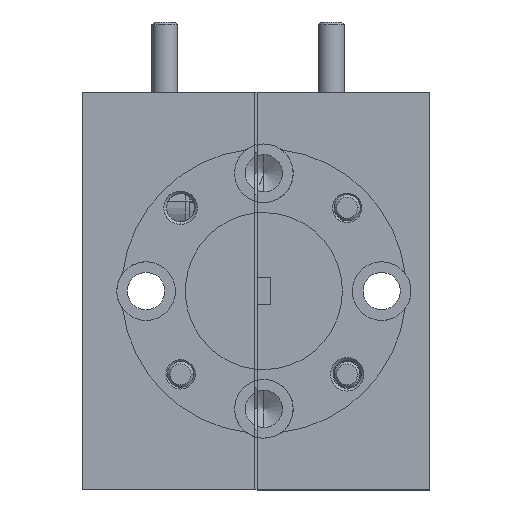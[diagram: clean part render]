
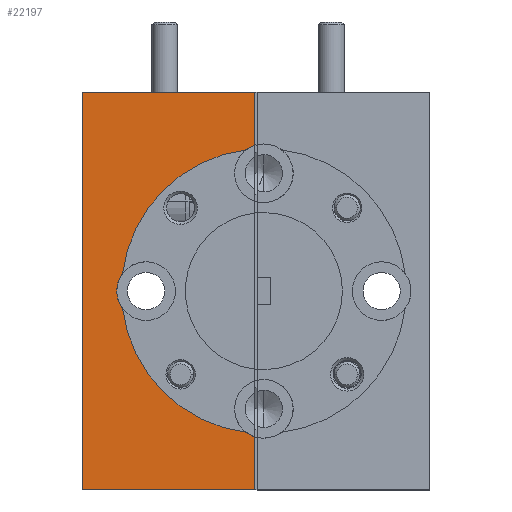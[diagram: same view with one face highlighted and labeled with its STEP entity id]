
A CAD part, left-side view. The second image highlights one B-rep face of the part: STEP entity #22197.
In plain terms, the highlighted planar face has unit normal (-1, 0, 0).
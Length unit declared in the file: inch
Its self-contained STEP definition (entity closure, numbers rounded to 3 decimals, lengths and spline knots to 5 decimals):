
#238 = CARTESIAN_POINT ( 'NONE',  ( -1.64576, 0.96594, 0.01897 ) ) ;
#499 = DIRECTION ( 'NONE',  ( 0., 0., 1. ) ) ;
#1949 = VERTEX_POINT ( 'NONE', #30597 ) ;
#2354 = ORIENTED_EDGE ( 'NONE', *, *, #45850, .F. ) ;
#2549 = ORIENTED_EDGE ( 'NONE', *, *, #9570, .F. ) ;
#6159 = VECTOR ( 'NONE', #11934, 39.37008 ) ;
#6665 = ORIENTED_EDGE ( 'NONE', *, *, #8496, .T. ) ;
#6714 = LINE ( 'NONE', #16570, #43563 ) ;
#7132 = DIRECTION ( 'NONE',  ( 0., 0., 1. ) ) ;
#8337 = AXIS2_PLACEMENT_3D ( 'NONE', #53553, #13030, #58399 ) ;
#8496 = EDGE_CURVE ( 'NONE', #47870, #37575, #39894, .T. ) ;
#8863 = EDGE_LOOP ( 'NONE', ( #41036, #26938, #2549, #2354, #29848, #58417, #6665, #44617, #35142, #41506 ) ) ;
#9570 = EDGE_CURVE ( 'NONE', #42586, #25984, #57004, .T. ) ;
#10068 = DIRECTION ( 'NONE',  ( -1., 0., 0. ) ) ;
#10233 = CARTESIAN_POINT ( 'NONE',  ( -1.64576, 0.96594, -0.93103 ) ) ;
#10274 = CARTESIAN_POINT ( 'NONE',  ( -1.64576, 0.81394, -0.45603 ) ) ;
#10970 = CARTESIAN_POINT ( 'NONE',  ( -1.64576, 0.96594, -0.93103 ) ) ;
#11934 = DIRECTION ( 'NONE',  ( 0., 0., 1. ) ) ;
#12920 = EDGE_CURVE ( 'NONE', #47870, #1949, #47229, .T. ) ;
#13030 = DIRECTION ( 'NONE',  ( 1., 0., 0. ) ) ;
#13440 = AXIS2_PLACEMENT_3D ( 'NONE', #60312, #45398, #30347 ) ;
#16542 = AXIS2_PLACEMENT_3D ( 'NONE', #40993, #35736, #499 ) ;
#16570 = CARTESIAN_POINT ( 'NONE',  ( -1.64576, 0.55394, 0.01897 ) ) ;
#17865 = VERTEX_POINT ( 'NONE', #51785 ) ;
#19231 = EDGE_CURVE ( 'NONE', #50860, #19524, #29564, .T. ) ;
#19524 = VERTEX_POINT ( 'NONE', #53102 ) ;
#20236 = AXIS2_PLACEMENT_3D ( 'NONE', #48655, #64261, #39520 ) ;
#22197 = ADVANCED_FACE ( 'NONE', ( #64173 ), #53322, .F. ) ;
#24685 = DIRECTION ( 'NONE',  ( 0., 0., 1. ) ) ;
#24827 = EDGE_CURVE ( 'NONE', #58405, #17865, #6714, .T. ) ;
#25182 = CARTESIAN_POINT ( 'NONE',  ( -1.64576, 0.55394, -0.10808 ) ) ;
#25984 = VERTEX_POINT ( 'NONE', #49607 ) ;
#26361 = CARTESIAN_POINT ( 'NONE',  ( -1.64576, 0.55394, -0.93103 ) ) ;
#26888 = EDGE_CURVE ( 'NONE', #19524, #37575, #47177, .T. ) ;
#26938 = ORIENTED_EDGE ( 'NONE', *, *, #27923, .F. ) ;
#27923 = EDGE_CURVE ( 'NONE', #25984, #17865, #54923, .T. ) ;
#29564 = LINE ( 'NONE', #238, #60052 ) ;
#29648 = EDGE_CURVE ( 'NONE', #50860, #58405, #53140, .T. ) ;
#29681 = VERTEX_POINT ( 'NONE', #47721 ) ;
#29848 = ORIENTED_EDGE ( 'NONE', *, *, #62447, .F. ) ;
#30347 = DIRECTION ( 'NONE',  ( 0., 0., 1. ) ) ;
#30597 = CARTESIAN_POINT ( 'NONE',  ( -1.64576, 0.57445, -0.11861 ) ) ;
#31282 = VECTOR ( 'NONE', #31382, 39.37008 ) ;
#31382 = DIRECTION ( 'NONE',  ( 0., -1., 0. ) ) ;
#31554 = CARTESIAN_POINT ( 'NONE',  ( -1.64576, 0.96594, 0.01897 ) ) ;
#35142 = ORIENTED_EDGE ( 'NONE', *, *, #19231, .F. ) ;
#35736 = DIRECTION ( 'NONE',  ( -1., 0., 0. ) ) ;
#37575 = VERTEX_POINT ( 'NONE', #54102 ) ;
#38947 = CIRCLE ( 'NONE', #53750, 0.07 ) ;
#39416 = VECTOR ( 'NONE', #57354, 39.37008 ) ;
#39520 = DIRECTION ( 'NONE',  ( 0., 0., 1. ) ) ;
#39894 = LINE ( 'NONE', #44285, #6159 ) ;
#40993 = CARTESIAN_POINT ( 'NONE',  ( -1.64576, 0.53269, -0.73728 ) ) ;
#41036 = ORIENTED_EDGE ( 'NONE', *, *, #24827, .T. ) ;
#41506 = ORIENTED_EDGE ( 'NONE', *, *, #29648, .T. ) ;
#42586 = VERTEX_POINT ( 'NONE', #47597 ) ;
#43426 = AXIS2_PLACEMENT_3D ( 'NONE', #64528, #49770, #24685 ) ;
#43563 = VECTOR ( 'NONE', #7132, 39.37008 ) ;
#44285 = CARTESIAN_POINT ( 'NONE',  ( -1.64576, 0.55394, 0.01897 ) ) ;
#44617 = ORIENTED_EDGE ( 'NONE', *, *, #26888, .F. ) ;
#45398 = DIRECTION ( 'NONE',  ( -1., 0., 0. ) ) ;
#45850 = EDGE_CURVE ( 'NONE', #29681, #42586, #38947, .T. ) ;
#47177 = LINE ( 'NONE', #31554, #39416 ) ;
#47229 = CIRCLE ( 'NONE', #43426, 0.07 ) ;
#47597 = CARTESIAN_POINT ( 'NONE',  ( -1.64576, 0.87011, -0.4978 ) ) ;
#47721 = CARTESIAN_POINT ( 'NONE',  ( -1.64576, 0.87011, -0.41427 ) ) ;
#47870 = VERTEX_POINT ( 'NONE', #25182 ) ;
#48655 = CARTESIAN_POINT ( 'NONE',  ( -1.64576, 0.53269, -0.45603 ) ) ;
#49607 = CARTESIAN_POINT ( 'NONE',  ( -1.64576, 0.57445, -0.79346 ) ) ;
#49770 = DIRECTION ( 'NONE',  ( -1., 0., 0. ) ) ;
#50517 = DIRECTION ( 'NONE',  ( 0., 0., 1. ) ) ;
#50860 = VERTEX_POINT ( 'NONE', #10233 ) ;
#51785 = CARTESIAN_POINT ( 'NONE',  ( -1.64576, 0.55394, -0.80398 ) ) ;
#53102 = CARTESIAN_POINT ( 'NONE',  ( -1.64576, 0.96594, 0.01897 ) ) ;
#53140 = LINE ( 'NONE', #10970, #31282 ) ;
#53322 = PLANE ( 'NONE',  #8337 ) ;
#53553 = CARTESIAN_POINT ( 'NONE',  ( -1.64576, 0.96594, 0.01897 ) ) ;
#53750 = AXIS2_PLACEMENT_3D ( 'NONE', #10274, #10068, #50517 ) ;
#54102 = CARTESIAN_POINT ( 'NONE',  ( -1.64576, 0.55394, 0.01897 ) ) ;
#54923 = CIRCLE ( 'NONE', #16542, 0.07 ) ;
#57004 = CIRCLE ( 'NONE', #13440, 0.34 ) ;
#57354 = DIRECTION ( 'NONE',  ( 0., -1., 0. ) ) ;
#58399 = DIRECTION ( 'NONE',  ( 0., 0., -1. ) ) ;
#58405 = VERTEX_POINT ( 'NONE', #26361 ) ;
#58417 = ORIENTED_EDGE ( 'NONE', *, *, #12920, .F. ) ;
#58856 = CIRCLE ( 'NONE', #20236, 0.34 ) ;
#59987 = DIRECTION ( 'NONE',  ( 0., 0., 1. ) ) ;
#60052 = VECTOR ( 'NONE', #59987, 39.37008 ) ;
#60312 = CARTESIAN_POINT ( 'NONE',  ( -1.64576, 0.53269, -0.45603 ) ) ;
#62447 = EDGE_CURVE ( 'NONE', #1949, #29681, #58856, .T. ) ;
#64173 = FACE_OUTER_BOUND ( 'NONE', #8863, .T. ) ;
#64261 = DIRECTION ( 'NONE',  ( -1., 0., 0. ) ) ;
#64528 = CARTESIAN_POINT ( 'NONE',  ( -1.64576, 0.53269, -0.17478 ) ) ;
